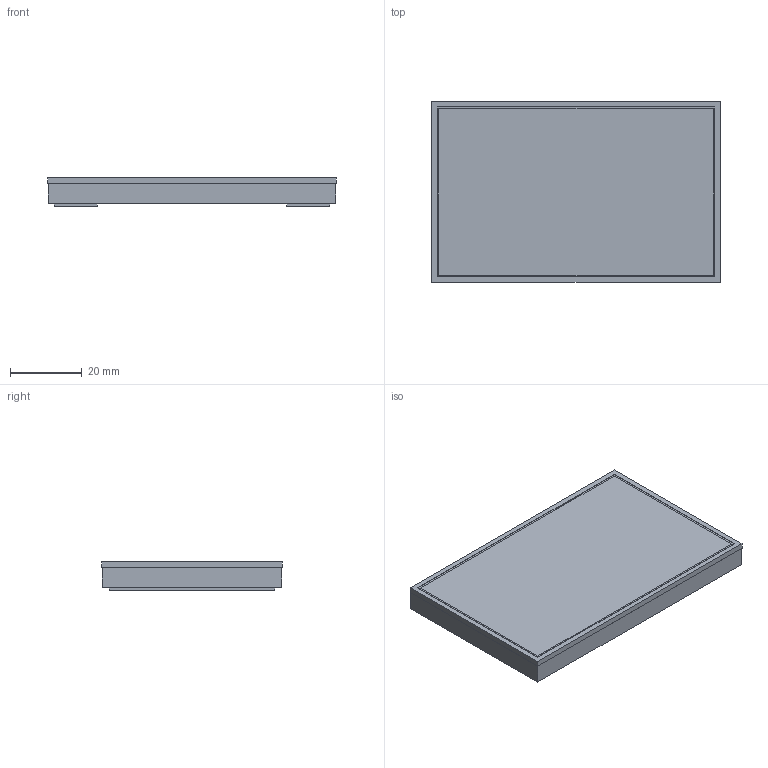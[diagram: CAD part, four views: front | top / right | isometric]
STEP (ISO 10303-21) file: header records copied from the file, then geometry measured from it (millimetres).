
FILE_DESCRIPTION (( 'STEP AP214' ), '1' );
FILE_NAME ('E851-50.STEP', '2025-08-22T08:19:03', ( '' ), ( '' ), 'SwSTEP 2.0', 'SolidWorks 2017', '' );
FILE_SCHEMA (( 'AUTOMOTIVE_DESIGN' ));
Length unit declared in the file: millimetre
Products named in the file (1): E851-50
Bounding box: 80.25 x 50.25 x 7.9 mm (x, y, z)
Volume: 28491.3 mm3; surface area: 20442.8 mm2
Topology: 4 solids, 4 shells, 251 faces, 660 edges, 440 vertices
Faces by surface type: plane 154, bspline 93, cylinder 4
Entity records: 12430 total; most frequent: CARTESIAN_POINT 6669, ORIENTED_EDGE 1320, DIRECTION 800, EDGE_CURVE 660, VECTOR 466, LINE 466, VERTEX_POINT 440, EDGE_LOOP 274
